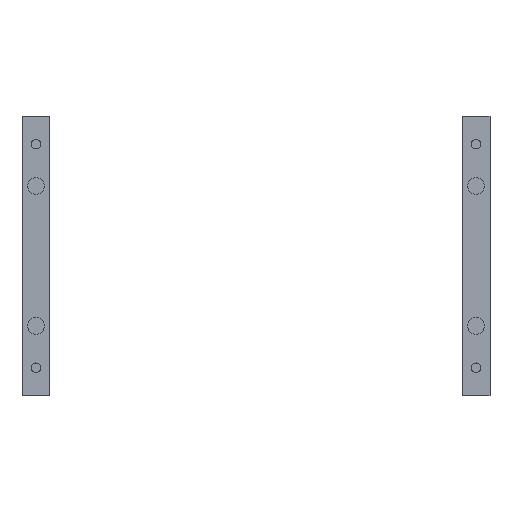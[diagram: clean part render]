
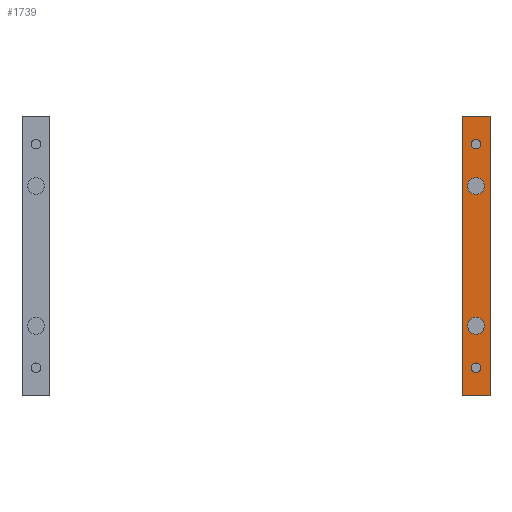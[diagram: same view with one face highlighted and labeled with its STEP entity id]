
A CAD part, top view. The second image highlights one B-rep face of the part: STEP entity #1739.
In plain terms, the highlighted planar face has unit normal (0, 0, 1).
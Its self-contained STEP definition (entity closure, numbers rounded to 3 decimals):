
#21=FACE_BOUND('',#254,.T.);
#22=FACE_BOUND('',#255,.T.);
#23=FACE_BOUND('',#256,.T.);
#24=FACE_BOUND('',#257,.T.);
#68=PLANE('',#1862);
#155=FACE_OUTER_BOUND('',#253,.T.);
#253=EDGE_LOOP('',(#1413,#1414,#1415,#1416));
#254=EDGE_LOOP('',(#1417));
#255=EDGE_LOOP('',(#1418));
#256=EDGE_LOOP('',(#1419));
#257=EDGE_LOOP('',(#1420));
#324=LINE('',#2414,#542);
#363=LINE('',#2499,#581);
#398=LINE('',#2590,#616);
#408=LINE('',#2608,#626);
#542=VECTOR('',#1947,10.);
#581=VECTOR('',#2004,10.);
#616=VECTOR('',#2101,10.);
#626=VECTOR('',#2113,10.);
#760=CIRCLE('',#1822,2.4);
#762=CIRCLE('',#1825,2.4);
#763=CIRCLE('',#1829,1.35);
#765=CIRCLE('',#1833,1.35);
#788=VERTEX_POINT('',#2411);
#789=VERTEX_POINT('',#2413);
#826=VERTEX_POINT('',#2497);
#828=VERTEX_POINT('',#2503);
#830=VERTEX_POINT('',#2509);
#831=VERTEX_POINT('',#2515);
#833=VERTEX_POINT('',#2522);
#851=VERTEX_POINT('',#2589);
#954=EDGE_CURVE('',#789,#788,#324,.T.);
#997=EDGE_CURVE('',#826,#788,#363,.T.);
#1000=EDGE_CURVE('',#828,#828,#760,.T.);
#1003=EDGE_CURVE('',#830,#830,#762,.T.);
#1004=EDGE_CURVE('',#831,#831,#763,.T.);
#1007=EDGE_CURVE('',#833,#833,#765,.T.);
#1040=EDGE_CURVE('',#851,#789,#398,.T.);
#1050=EDGE_CURVE('',#826,#851,#408,.T.);
#1413=ORIENTED_EDGE('',*,*,#954,.T.);
#1414=ORIENTED_EDGE('',*,*,#997,.F.);
#1415=ORIENTED_EDGE('',*,*,#1050,.T.);
#1416=ORIENTED_EDGE('',*,*,#1040,.T.);
#1417=ORIENTED_EDGE('',*,*,#1000,.F.);
#1418=ORIENTED_EDGE('',*,*,#1003,.F.);
#1419=ORIENTED_EDGE('',*,*,#1004,.T.);
#1420=ORIENTED_EDGE('',*,*,#1007,.T.);
#1739=ADVANCED_FACE('',(#155,#21,#22,#23,#24),#68,.T.);
#1822=AXIS2_PLACEMENT_3D('',#2505,#2010,#2011);
#1825=AXIS2_PLACEMENT_3D('',#2511,#2017,#2018);
#1829=AXIS2_PLACEMENT_3D('',#2516,#2025,#2026);
#1833=AXIS2_PLACEMENT_3D('',#2523,#2034,#2035);
#1862=AXIS2_PLACEMENT_3D('',#2638,#2149,#2150);
#1947=DIRECTION('',(0.,-1.,0.));
#2004=DIRECTION('',(-1.,0.,0.));
#2010=DIRECTION('center_axis',(0.,0.,
1.));
#2011=DIRECTION('ref_axis',(-1.,0.,0.));
#2017=DIRECTION('center_axis',(0.,0.,
1.));
#2018=DIRECTION('ref_axis',(-1.,0.,0.));
#2025=DIRECTION('center_axis',(0.,0.,-1.));
#2026=DIRECTION('ref_axis',(0.,-1.,0.));
#2034=DIRECTION('center_axis',(0.,0.,-1.));
#2035=DIRECTION('ref_axis',(0.,-1.,0.));
#2101=DIRECTION('',(-1.,0.,0.));
#2113=DIRECTION('',(0.,1.,0.));
#2149=DIRECTION('center_axis',(0.,0.,1.));
#2150=DIRECTION('ref_axis',(1.,0.,0.));
#2411=CARTESIAN_POINT('',(239.,5.041,34.597));
#2413=CARTESIAN_POINT('',(239.,85.038,34.597));
#2414=CARTESIAN_POINT('',(239.,35.949,34.597));
#2497=CARTESIAN_POINT('',(247.,5.041,34.597));
#2499=CARTESIAN_POINT('',(248.,5.041,34.597));
#2503=CARTESIAN_POINT('',(245.4,25.038,34.597));
#2505=CARTESIAN_POINT('Origin',(243.,25.038,34.597));
#2509=CARTESIAN_POINT('',(245.4,65.041,34.597));
#2511=CARTESIAN_POINT('Origin',(243.,65.041,34.597));
#2515=CARTESIAN_POINT('',(241.65,13.042,34.597));
#2516=CARTESIAN_POINT('Origin',(243.,13.042,34.597));
#2522=CARTESIAN_POINT('',(241.65,77.044,34.597));
#2523=CARTESIAN_POINT('Origin',(243.,77.044,34.597));
#2589=CARTESIAN_POINT('',(247.,85.038,34.597));
#2590=CARTESIAN_POINT('',(248.,85.038,34.597));
#2608=CARTESIAN_POINT('',(247.,35.949,34.597));
#2638=CARTESIAN_POINT('Origin',(243.726,65.647,34.597));
